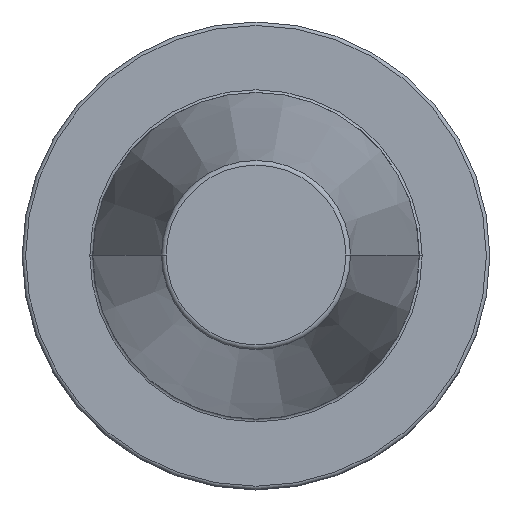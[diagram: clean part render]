
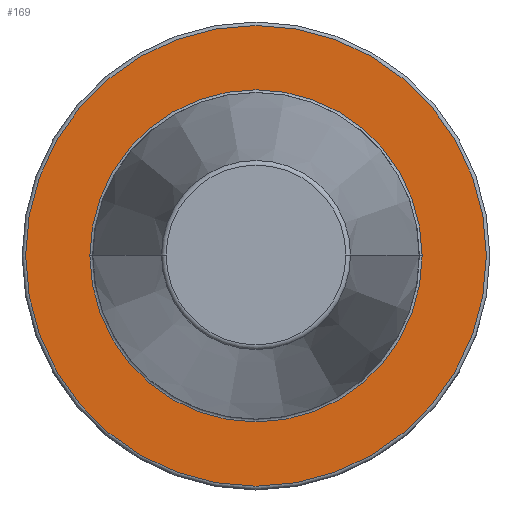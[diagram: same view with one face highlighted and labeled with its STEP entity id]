
A CAD part, top view. The second image highlights one B-rep face of the part: STEP entity #169.
In plain terms, the highlighted planar face has unit normal (0, 0, 1).
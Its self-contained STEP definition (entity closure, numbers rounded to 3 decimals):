
#169=ADVANCED_FACE('',(#202,#203),#192,.F.);
#192=PLANE('',#707);
#202=FACE_BOUND('',#231,.T.);
#203=FACE_BOUND('',#232,.T.);
#231=EDGE_LOOP('',(#340));
#232=EDGE_LOOP('',(#341,#342));
#340=ORIENTED_EDGE('',*,*,#524,.T.);
#341=ORIENTED_EDGE('',*,*,#525,.T.);
#342=ORIENTED_EDGE('',*,*,#497,.T.);
#443=VERTEX_POINT('',#1055);
#444=VERTEX_POINT('',#1056);
#456=VERTEX_POINT('',#1107);
#497=EDGE_CURVE('',#443,#444,#570,.T.);
#524=EDGE_CURVE('',#456,#456,#589,.T.);
#525=EDGE_CURVE('',#444,#443,#590,.T.);
#570=CIRCLE('',#674,35.5);
#589=CIRCLE('',#705,49.229);
#590=CIRCLE('',#706,35.5);
#674=AXIS2_PLACEMENT_3D('',#1054,#831,#832);
#705=AXIS2_PLACEMENT_3D('',#1106,#901,#902);
#706=AXIS2_PLACEMENT_3D('',#1108,#903,#904);
#707=AXIS2_PLACEMENT_3D('',#1109,#905,#906);
#831=DIRECTION('',(0.,0.,-1.));
#832=DIRECTION('',(-1.,0.,0.));
#901=DIRECTION('',(0.,0.,1.));
#902=DIRECTION('',(-1.,0.,0.));
#903=DIRECTION('',(0.,0.,-1.));
#904=DIRECTION('',(-1.,0.,0.));
#905=DIRECTION('',(0.,0.,-1.));
#906=DIRECTION('',(1.,0.,0.));
#1054=CARTESIAN_POINT('',(0.,0.,-3.));
#1055=CARTESIAN_POINT('',(35.5,0.,-3.));
#1056=CARTESIAN_POINT('',(-35.5,0.,-3.));
#1106=CARTESIAN_POINT('',(0.,0.,-3.));
#1107=CARTESIAN_POINT('',(-49.229,0.,-3.));
#1108=CARTESIAN_POINT('',(0.,0.,-3.));
#1109=CARTESIAN_POINT('',(0.,35.5,-3.));
